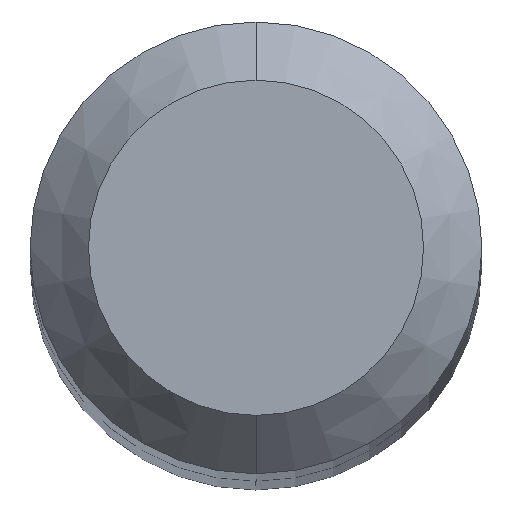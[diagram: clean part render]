
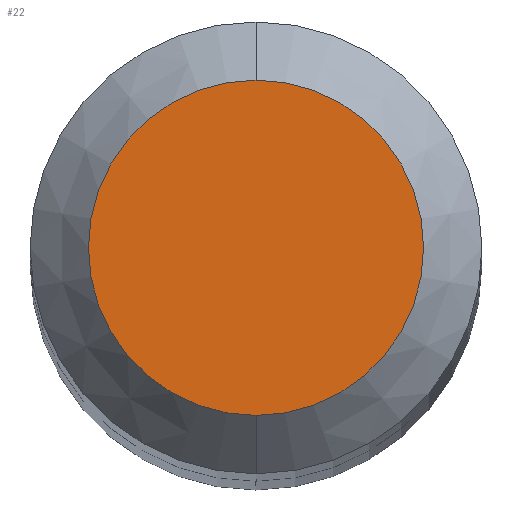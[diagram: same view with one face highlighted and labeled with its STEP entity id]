
A CAD part, top view. The second image highlights one B-rep face of the part: STEP entity #22.
In plain terms, the highlighted planar face has unit normal (0, 0, 1).
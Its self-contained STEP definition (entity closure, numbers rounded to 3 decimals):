
#9 = CIRCLE ( 'NONE', #141, 1.15 ) ;
#22 = ADVANCED_FACE ( 'NONE', ( #223 ), #143, .F. ) ;
#33 = CIRCLE ( 'NONE', #132, 1.15 ) ;
#42 = CARTESIAN_POINT ( 'NONE',  ( 0., 0., 65. ) ) ;
#44 = ORIENTED_EDGE ( 'NONE', *, *, #307, .F. ) ;
#45 = DIRECTION ( 'NONE',  ( 0., 1., 0. ) ) ;
#48 = CARTESIAN_POINT ( 'NONE',  ( 0., -1.15, 65. ) ) ;
#54 = DIRECTION ( 'NONE',  ( 0., 0., -1. ) ) ;
#132 = AXIS2_PLACEMENT_3D ( 'NONE', #42, #54, #299 ) ;
#141 = AXIS2_PLACEMENT_3D ( 'NONE', #271, #242, #45 ) ;
#143 = PLANE ( 'NONE',  #258 ) ;
#159 = CARTESIAN_POINT ( 'NONE',  ( 0., 1.15, 65. ) ) ;
#165 = DIRECTION ( 'NONE',  ( 0., 1., 0. ) ) ;
#209 = EDGE_CURVE ( 'NONE', #217, #329, #33, .T. ) ;
#217 = VERTEX_POINT ( 'NONE', #159 ) ;
#223 = FACE_OUTER_BOUND ( 'NONE', #265, .T. ) ;
#242 = DIRECTION ( 'NONE',  ( 0., 0., -1. ) ) ;
#258 = AXIS2_PLACEMENT_3D ( 'NONE', #313, #280, #165 ) ;
#265 = EDGE_LOOP ( 'NONE', ( #318, #44 ) ) ;
#271 = CARTESIAN_POINT ( 'NONE',  ( 0., 0., 65. ) ) ;
#280 = DIRECTION ( 'NONE',  ( 0., 0., -1. ) ) ;
#299 = DIRECTION ( 'NONE',  ( 0., 1., 0. ) ) ;
#307 = EDGE_CURVE ( 'NONE', #329, #217, #9, .T. ) ;
#313 = CARTESIAN_POINT ( 'NONE',  ( 0., 0., 65. ) ) ;
#318 = ORIENTED_EDGE ( 'NONE', *, *, #209, .F. ) ;
#329 = VERTEX_POINT ( 'NONE', #48 ) ;
